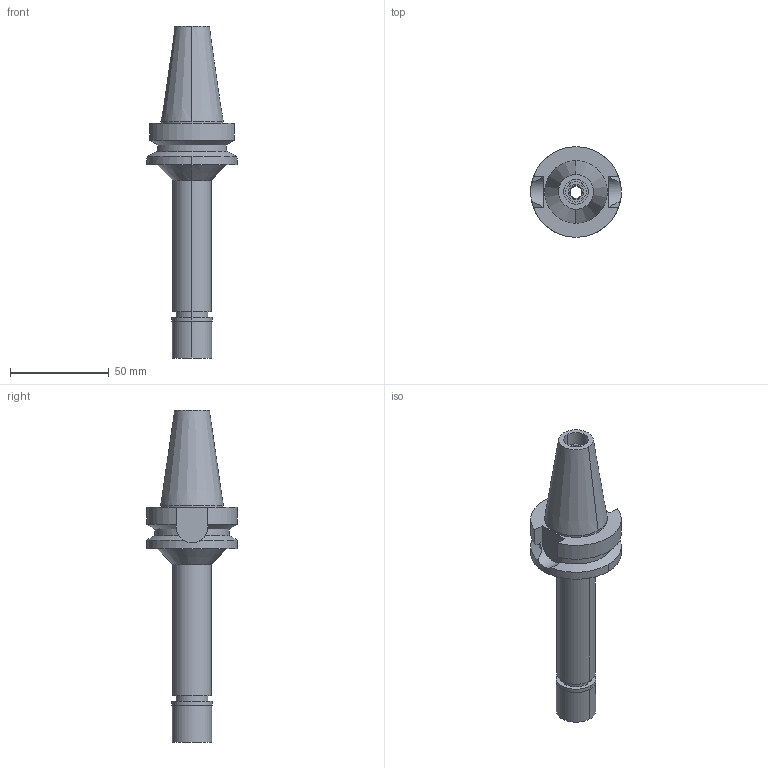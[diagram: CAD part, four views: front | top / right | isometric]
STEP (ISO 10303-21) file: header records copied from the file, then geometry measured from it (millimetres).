
FILE_DESCRIPTION((''),'2;1');
FILE_NAME('BBT30MN06120-060_ASM','2018-05-21T',('ykawabe'),(''),'CREO PARAMETRIC BY PTC INC, 2016380','CREO PARAMETRIC BY PTC INC, 2016380','');
FILE_SCHEMA(('AUTOMOTIVE_DESIGN { 1 0 10303 214 1 1 1 1 }'));
Length unit declared in the file: millimetre
Products named in the file (5): BBT30-MEGA6N-120_1; NBC6-6_1; MGN6_1; DXF_TEMP_ASSY_ASM_4_ASM; BBT30MN06120-060_ASM
Assembly tree (4 placements, depth 3):
  BBT30MN06120-060_ASM
    DXF_TEMP_ASSY_ASM_4_ASM
      BBT30-MEGA6N-120_1
      NBC6-6_1
      MGN6_1
Bounding box: 46 x 46 x 168.4 mm (x, y, z)
Volume: 75594 mm3; surface area: 22956.8 mm2
Topology: 3 solids, 3 shells, 94 faces, 215 edges, 143 vertices
Faces by surface type: cylinder 48, plane 28, cone 18
Entity records: 4277 total; most frequent: CARTESIAN_POINT 567, DIRECTION 552, ORIENTED_EDGE 430, AXIS2_PLACEMENT_3D 239, PRESENTATION_STYLE_ASSIGNMENT 223, STYLED_ITEM 223, CURVE_STYLE 220, EDGE_CURVE 215
